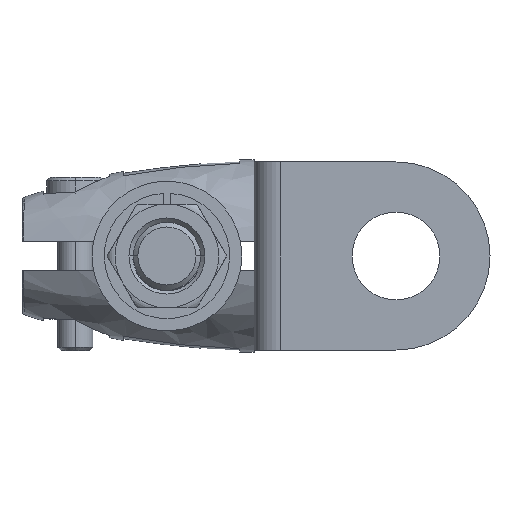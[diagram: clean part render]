
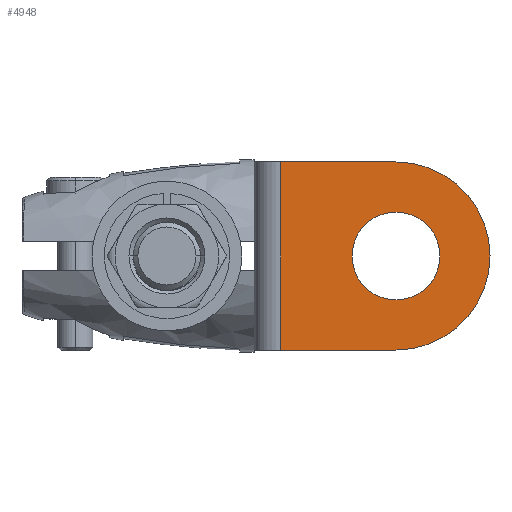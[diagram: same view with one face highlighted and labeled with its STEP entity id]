
A CAD part, left-side view. The second image highlights one B-rep face of the part: STEP entity #4948.
In plain terms, the highlighted planar face has unit normal (-1, 0, 0).
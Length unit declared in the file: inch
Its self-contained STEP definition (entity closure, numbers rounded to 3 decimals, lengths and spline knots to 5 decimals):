
#1=DIRECTION('',(0.,1.,0.));
#2=VECTOR('',#1,0.62559);
#3=CARTESIAN_POINT('',(0.,0.,0.50984));
#4=LINE('',#3,#2);
#5=CARTESIAN_POINT('',(0.,0.,0.));
#6=DIRECTION('',(-1.,0.,0.));
#7=DIRECTION('',(0.,0.,-1.));
#8=AXIS2_PLACEMENT_3D('',#5,#6,#7);
#10=DIRECTION('',(0.,-1.,0.));
#11=VECTOR('',#10,0.62559);
#12=CARTESIAN_POINT('',(0.,0.62559,-0.50984));
#13=LINE('',#12,#11);
#14=CARTESIAN_POINT('',(0.,0.,0.));
#15=DIRECTION('',(1.,0.,0.));
#16=DIRECTION('',(0.,-1.,0.));
#17=AXIS2_PLACEMENT_3D('',#14,#15,#16);
#19=CARTESIAN_POINT('',(0.,0.,0.));
#20=DIRECTION('',(1.,0.,0.));
#21=DIRECTION('',(0.,1.,0.));
#22=AXIS2_PLACEMENT_3D('',#19,#20,#21);
#41=DIRECTION('',(0.,0.,-1.));
#42=VECTOR('',#41,1.01969);
#43=CARTESIAN_POINT('',(0.,0.62559,0.50984));
#44=LINE('',#43,#42);
#4204=CARTESIAN_POINT('',(0.,0.,-0.50984));
#4205=CARTESIAN_POINT('',(0.,0.,0.50984));
#4206=VERTEX_POINT('',#4204);
#4207=VERTEX_POINT('',#4205);
#4212=CARTESIAN_POINT('',(0.,0.62559,0.50984));
#4213=VERTEX_POINT('',#4212);
#4214=CARTESIAN_POINT('',(0.,0.62559,-0.50984));
#4215=VERTEX_POINT('',#4214);
#4230=CARTESIAN_POINT('',(0.,-0.23819,0.));
#4231=CARTESIAN_POINT('',(0.,0.23819,0.));
#4232=VERTEX_POINT('',#4230);
#4233=VERTEX_POINT('',#4231);
#4927=CARTESIAN_POINT('',(0.,0.,0.));
#4928=DIRECTION('',(-1.,0.,0.));
#4929=DIRECTION('',(0.,-1.,0.));
#4930=AXIS2_PLACEMENT_3D('',#4927,#4928,#4929);
#4931=PLANE('',#4930);
#4933=ORIENTED_EDGE('',*,*,#4932,.F.);
#4935=ORIENTED_EDGE('',*,*,#4934,.F.);
#4937=ORIENTED_EDGE('',*,*,#4936,.F.);
#4939=ORIENTED_EDGE('',*,*,#4938,.F.);
#4940=EDGE_LOOP('',(#4933,#4935,#4937,#4939));
#4941=FACE_OUTER_BOUND('',#4940,.F.);
#4943=ORIENTED_EDGE('',*,*,#4942,.F.);
#4945=ORIENTED_EDGE('',*,*,#4944,.F.);
#4946=EDGE_LOOP('',(#4943,#4945));
#4947=FACE_BOUND('',#4946,.F.);
#4948=ADVANCED_FACE('',(#4941,#4947),#4931,.T.);
#9=CIRCLE('',#8,0.50984);
#18=CIRCLE('',#17,0.23819);
#23=CIRCLE('',#22,0.23819);
#4932=EDGE_CURVE('',#4207,#4213,#4,.T.);
#4934=EDGE_CURVE('',#4206,#4207,#9,.T.);
#4936=EDGE_CURVE('',#4215,#4206,#13,.T.);
#4938=EDGE_CURVE('',#4213,#4215,#44,.T.);
#4942=EDGE_CURVE('',#4232,#4233,#18,.T.);
#4944=EDGE_CURVE('',#4233,#4232,#23,.T.);
